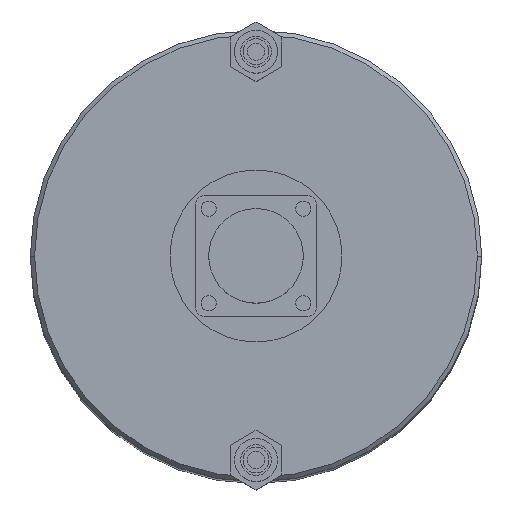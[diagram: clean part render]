
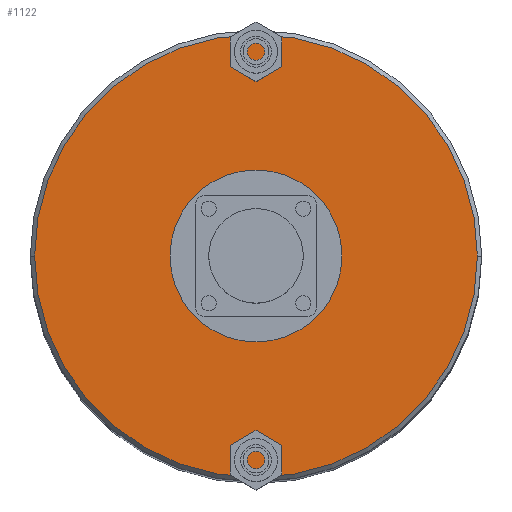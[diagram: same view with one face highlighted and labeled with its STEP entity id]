
A CAD part, top view. The second image highlights one B-rep face of the part: STEP entity #1122.
In plain terms, the highlighted face is planar.
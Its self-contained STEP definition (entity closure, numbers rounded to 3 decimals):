
#31 = CARTESIAN_POINT ( 'NONE',  ( 2., 0., -20. ) ) ;
#120 = FACE_OUTER_BOUND ( 'NONE', #671, .T. ) ;
#401 = EDGE_CURVE ( 'NONE', #2630, #3805, #968, .T. ) ;
#666 = ORIENTED_EDGE ( 'NONE', *, *, #1641, .T. ) ;
#671 = EDGE_LOOP ( 'NONE', ( #1895, #666 ) ) ;
#968 = CIRCLE ( 'NONE', #3990, 20. ) ;
#1122 = ADVANCED_FACE ( 'NONE', ( #4059, #120 ), #2079, .F. ) ;
#1442 = CARTESIAN_POINT ( 'NONE',  ( 2., 0., 0. ) ) ;
#1641 = EDGE_CURVE ( 'NONE', #3739, #1737, #2728, .T. ) ;
#1737 = VERTEX_POINT ( 'NONE', #4647 ) ;
#1796 = AXIS2_PLACEMENT_3D ( 'NONE', #3195, #4736, #4703 ) ;
#1845 = CIRCLE ( 'NONE', #3750, 20. ) ;
#1895 = ORIENTED_EDGE ( 'NONE', *, *, #2603, .T. ) ;
#2079 = PLANE ( 'NONE',  #4149 ) ;
#2110 = AXIS2_PLACEMENT_3D ( 'NONE', #4705, #2498, #2359 ) ;
#2323 = EDGE_CURVE ( 'NONE', #3805, #2630, #1845, .T. ) ;
#2359 = DIRECTION ( 'NONE',  ( 0., 0., 1. ) ) ;
#2498 = DIRECTION ( 'NONE',  ( -1., 0., 0. ) ) ;
#2603 = EDGE_CURVE ( 'NONE', #1737, #3739, #4274, .T. ) ;
#2630 = VERTEX_POINT ( 'NONE', #31 ) ;
#2728 = CIRCLE ( 'NONE', #2110, 51.5 ) ;
#2784 = CARTESIAN_POINT ( 'NONE',  ( 2., 0., 20. ) ) ;
#2865 = DIRECTION ( 'NONE',  ( -1., 0., 0. ) ) ;
#2979 = DIRECTION ( 'NONE',  ( -1., 0., 0. ) ) ;
#3146 = ORIENTED_EDGE ( 'NONE', *, *, #2323, .F. ) ;
#3195 = CARTESIAN_POINT ( 'NONE',  ( 2., 0., 0. ) ) ;
#3510 = CARTESIAN_POINT ( 'NONE',  ( 2., 0., 51.5 ) ) ;
#3739 = VERTEX_POINT ( 'NONE', #3510 ) ;
#3750 = AXIS2_PLACEMENT_3D ( 'NONE', #1442, #2979, #4937 ) ;
#3805 = VERTEX_POINT ( 'NONE', #2784 ) ;
#3813 = ORIENTED_EDGE ( 'NONE', *, *, #401, .F. ) ;
#3961 = CARTESIAN_POINT ( 'NONE',  ( 2., 0., 0. ) ) ;
#3990 = AXIS2_PLACEMENT_3D ( 'NONE', #3961, #2865, #4726 ) ;
#4059 = FACE_BOUND ( 'NONE', #4689, .T. ) ;
#4095 = DIRECTION ( 'NONE',  ( 0., 0., -1. ) ) ;
#4149 = AXIS2_PLACEMENT_3D ( 'NONE', #4803, #4471, #4095 ) ;
#4274 = CIRCLE ( 'NONE', #1796, 51.5 ) ;
#4471 = DIRECTION ( 'NONE',  ( 1., 0., 0. ) ) ;
#4647 = CARTESIAN_POINT ( 'NONE',  ( 2., 0., -51.5 ) ) ;
#4689 = EDGE_LOOP ( 'NONE', ( #3146, #3813 ) ) ;
#4703 = DIRECTION ( 'NONE',  ( 0., 0., 1. ) ) ;
#4705 = CARTESIAN_POINT ( 'NONE',  ( 2., 0., 0. ) ) ;
#4726 = DIRECTION ( 'NONE',  ( 0., 0., 1. ) ) ;
#4736 = DIRECTION ( 'NONE',  ( -1., 0., 0. ) ) ;
#4803 = CARTESIAN_POINT ( 'NONE',  ( 2., 51.5, 0. ) ) ;
#4937 = DIRECTION ( 'NONE',  ( 0., 0., 1. ) ) ;
